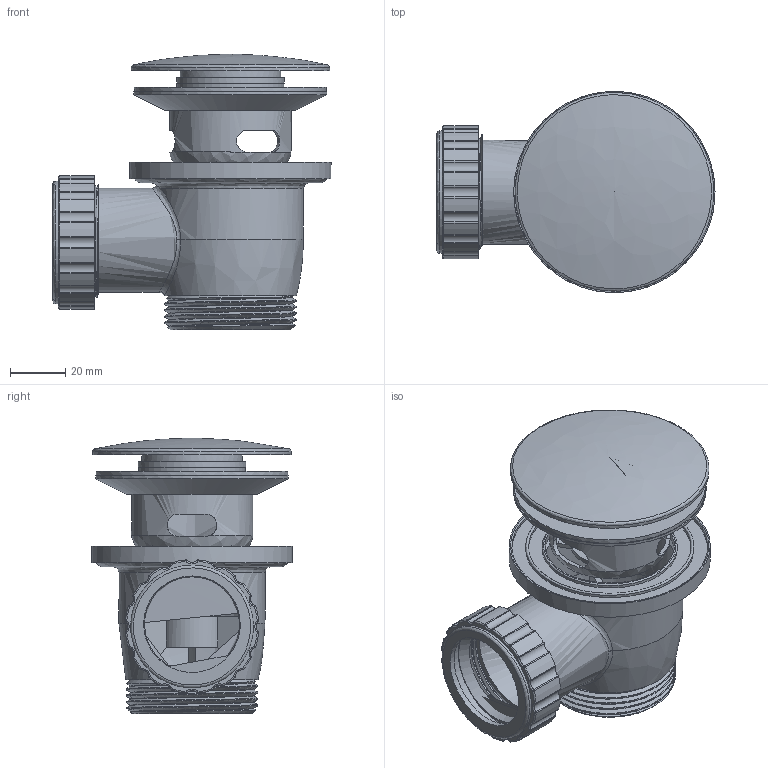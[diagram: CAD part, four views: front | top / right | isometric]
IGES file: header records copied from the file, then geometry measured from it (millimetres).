
Start section: C
Global section: file name: P031-00.igs; native system: By Siemens PLM Incorporated; preprocessor: XPlus GENERIC/IGES 26.1.183; author: Author; organization: Title; date: 20250804.171044; units: millimetre
Bounding box: 100.85 x 72.87 x 99.84 mm (x, y, z)
Volume: 108294.6 mm3; surface area: 77278.8 mm2
Topology: 7 solids, 7 shells, 342 faces, 845 edges, 514 vertices
Faces by surface type: bspline 342
